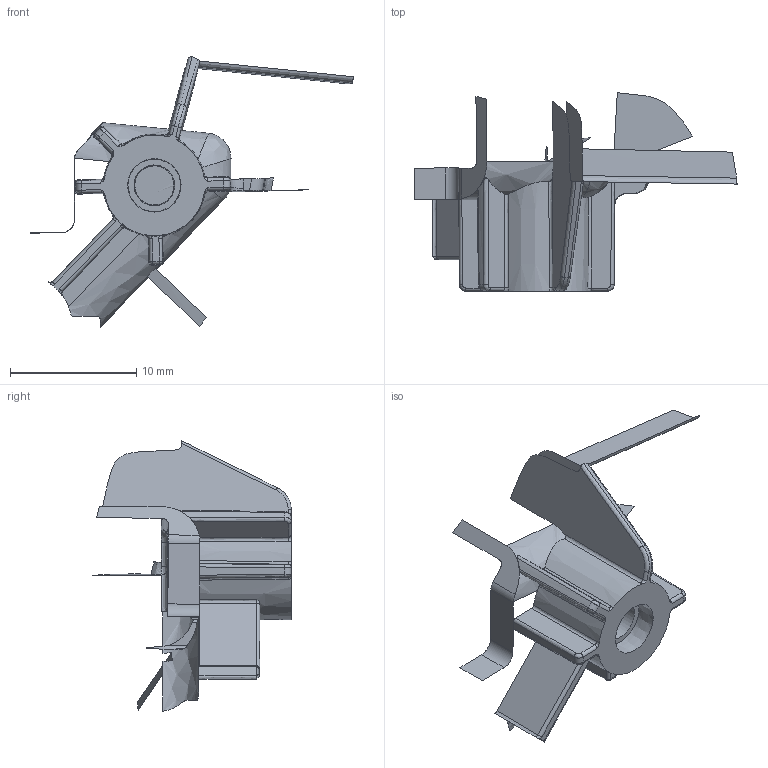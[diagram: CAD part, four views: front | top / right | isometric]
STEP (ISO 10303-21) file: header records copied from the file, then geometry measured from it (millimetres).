
FILE_DESCRIPTION(('Open CASCADE Model'),'2;1');
FILE_NAME('Open CASCADE Shape Model','2025-10-21T21:37:35',('Author'),( 'Open CASCADE'),'Open CASCADE STEP processor 7.7','Open CASCADE 7.7' ,'Unknown');
FILE_SCHEMA(('AUTOMOTIVE_DESIGN { 1 0 10303 214 1 1 1 1 }'));
Length unit declared in the file: millimetre
Products named in the file (126): Open CASCADE STEP translator 7.7 48; Open CASCADE STEP translator 7.7 48.1; Open CASCADE STEP translator 7.7 48.2; Open CASCADE STEP translator 7.7 48.3; Open CASCADE STEP translator 7.7 48.4; Open CASCADE STEP translator 7.7 48.5; Open CASCADE STEP translator 7.7 48.6; Open CASCADE STEP translator 7.7 48.7; Open CASCADE STEP translator 7.7 48.8; Open CASCADE STEP translator 7.7 48.9; Open CASCADE STEP translator 7.7 48.10; Open CASCADE STEP translator 7.7 48.11; Open CASCADE STEP translator 7.7 48.12; Open CASCADE STEP translator 7.7 48.13; Open CASCADE STEP translator 7.7 48.14; Open CASCADE STEP translator 7.7 48.15; Open CASCADE STEP translator 7.7 48.16; Open CASCADE STEP translator 7.7 48.17; Open CASCADE STEP translator 7.7 48.18; Open CASCADE STEP translator 7.7 48.19; Open CASCADE STEP translator 7.7 48.20; Open CASCADE STEP translator 7.7 48.21; Open CASCADE STEP translator 7.7 48.22; Open CASCADE STEP translator 7.7 48.23; Open CASCADE STEP translator 7.7 48.24; Open CASCADE STEP translator 7.7 48.25; Open CASCADE STEP translator 7.7 48.26; Open CASCADE STEP translator 7.7 48.27; Open CASCADE STEP translator 7.7 48.28; Open CASCADE STEP translator 7.7 48.29; Open CASCADE STEP translator 7.7 48.30; Open CASCADE STEP translator 7.7 48.31; Open CASCADE STEP translator 7.7 48.32; Open CASCADE STEP translator 7.7 48.33; Open CASCADE STEP translator 7.7 48.34; Open CASCADE STEP translator 7.7 48.35; Open CASCADE STEP translator 7.7 48.36; Open CASCADE STEP translator 7.7 48.37; Open CASCADE STEP translator 7.7 48.38; Open CASCADE STEP translator 7.7 48.39 ...
Assembly tree (125 placements, depth 2):
  Open CASCADE STEP translator 7.7 48
    Open CASCADE STEP translator 7.7 48.1
    Open CASCADE STEP translator 7.7 48.2
    Open CASCADE STEP translator 7.7 48.3
    Open CASCADE STEP translator 7.7 48.4
    Open CASCADE STEP translator 7.7 48.5
    Open CASCADE STEP translator 7.7 48.6
    Open CASCADE STEP translator 7.7 48.7
    Open CASCADE STEP translator 7.7 48.8
    Open CASCADE STEP translator 7.7 48.9
    Open CASCADE STEP translator 7.7 48.10
    Open CASCADE STEP translator 7.7 48.11
    Open CASCADE STEP translator 7.7 48.12
    Open CASCADE STEP translator 7.7 48.13
    Open CASCADE STEP translator 7.7 48.14
    Open CASCADE STEP translator 7.7 48.15
    Open CASCADE STEP translator 7.7 48.16
    Open CASCADE STEP translator 7.7 48.17
    Open CASCADE STEP translator 7.7 48.18
    Open CASCADE STEP translator 7.7 48.19
    Open CASCADE STEP translator 7.7 48.20
    Open CASCADE STEP translator 7.7 48.21
    Open CASCADE STEP translator 7.7 48.22
    Open CASCADE STEP translator 7.7 48.23
    Open CASCADE STEP translator 7.7 48.24
    Open CASCADE STEP translator 7.7 48.25
    Open CASCADE STEP translator 7.7 48.26
    Open CASCADE STEP translator 7.7 48.27
    Open CASCADE STEP translator 7.7 48.28
    Open CASCADE STEP translator 7.7 48.29
    Open CASCADE STEP translator 7.7 48.30
    Open CASCADE STEP translator 7.7 48.31
    Open CASCADE STEP translator 7.7 48.32
    Open CASCADE STEP translator 7.7 48.33
    Open CASCADE STEP translator 7.7 48.34
    Open CASCADE STEP translator 7.7 48.35
    Open CASCADE STEP translator 7.7 48.36
    Open CASCADE STEP translator 7.7 48.37
    Open CASCADE STEP translator 7.7 48.38
    Open CASCADE STEP translator 7.7 48.39
    Open CASCADE STEP translator 7.7 48.40
    Open CASCADE STEP translator 7.7 48.41
    Open CASCADE STEP translator 7.7 48.42
    Open CASCADE STEP translator 7.7 48.43
    Open CASCADE STEP translator 7.7 48.44
    Open CASCADE STEP translator 7.7 48.45
    Open CASCADE STEP translator 7.7 48.46
    Open CASCADE STEP translator 7.7 48.47
    Open CASCADE STEP translator 7.7 48.48
    Open CASCADE STEP translator 7.7 48.49
    Open CASCADE STEP translator 7.7 48.50
    Open CASCADE STEP translator 7.7 48.51
    Open CASCADE STEP translator 7.7 48.52
    Open CASCADE STEP translator 7.7 48.53
    Open CASCADE STEP translator 7.7 48.54
    Open CASCADE STEP translator 7.7 48.55
    Open CASCADE STEP translator 7.7 48.56
    Open CASCADE STEP translator 7.7 48.57
    Open CASCADE STEP translator 7.7 48.58
    Open CASCADE STEP translator 7.7 48.59
Bounding box: 25.58 x 15.74 x 21.44 mm (x, y, z)
Surface area: 895.7 mm2 (no closed solid volume)
Topology: 0 solids, 125 shells, 125 faces, 627 edges, 621 vertices
Faces by surface type: bspline 74, plane 20, cylinder 15, cone 9, torus 5, sphere 2
Entity records: 18564 total; most frequent: CARTESIAN_POINT 9725, B_SPLINE_CURVE_WITH_KNOTS 890, DIRECTION 845, ORIENTED_EDGE 629, PCURVE 629, DEFINITIONAL_REPRESENTATION 629, EDGE_CURVE 625, VERTEX_POINT 621
